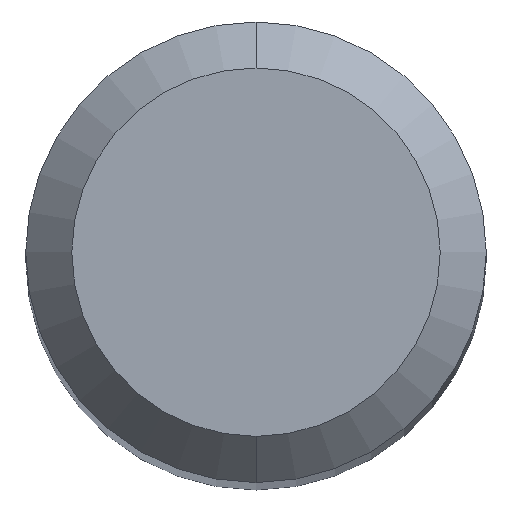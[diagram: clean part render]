
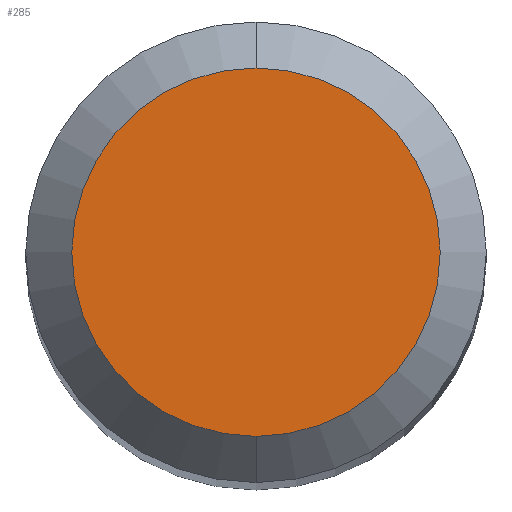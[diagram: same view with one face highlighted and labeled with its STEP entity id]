
A CAD part, top view. The second image highlights one B-rep face of the part: STEP entity #285.
In plain terms, the highlighted planar face has unit normal (0, 0, 1).
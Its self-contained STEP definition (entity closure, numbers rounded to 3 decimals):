
#223=EDGE_CURVE('',#431,#423,#533,.T.);
#285=ADVANCED_FACE('',(#601),#602,.T.);
#291=EDGE_CURVE('',#423,#431,#608,.T.);
#423=VERTEX_POINT('',#755);
#431=VERTEX_POINT('',#763);
#533=CIRCLE('',#926,1.2);
#601=FACE_OUTER_BOUND('',#1032,.T.);
#602=PLANE('',#1033);
#608=CIRCLE('',#1041,1.2);
#755=CARTESIAN_POINT('',(0.,-1.2,0.0));
#763=CARTESIAN_POINT('',(0.0,1.2,0.0));
#926=AXIS2_PLACEMENT_3D('',#1477,#1478,#1479);
#1032=EDGE_LOOP('',(#1569,#1570));
#1033=AXIS2_PLACEMENT_3D('',#1571,#1572,#1573);
#1041=AXIS2_PLACEMENT_3D('',#1577,#1578,#1579);
#1477=CARTESIAN_POINT('',(0.0,0.0,0.0));
#1478=DIRECTION('',(0.0,0.0,-1.0));
#1479=DIRECTION('',(0.0,1.0,0.0));
#1569=ORIENTED_EDGE('',*,*,#223,.F.);
#1570=ORIENTED_EDGE('',*,*,#291,.F.);
#1571=CARTESIAN_POINT('',(0.0,0.6,0.0));
#1572=DIRECTION('',(-0.0,0.0,1.0));
#1573=DIRECTION('',(0.0,-1.0,0.0));
#1577=CARTESIAN_POINT('',(0.0,0.0,0.0));
#1578=DIRECTION('',(0.0,0.0,-1.0));
#1579=DIRECTION('',(0.0,1.0,0.0));
